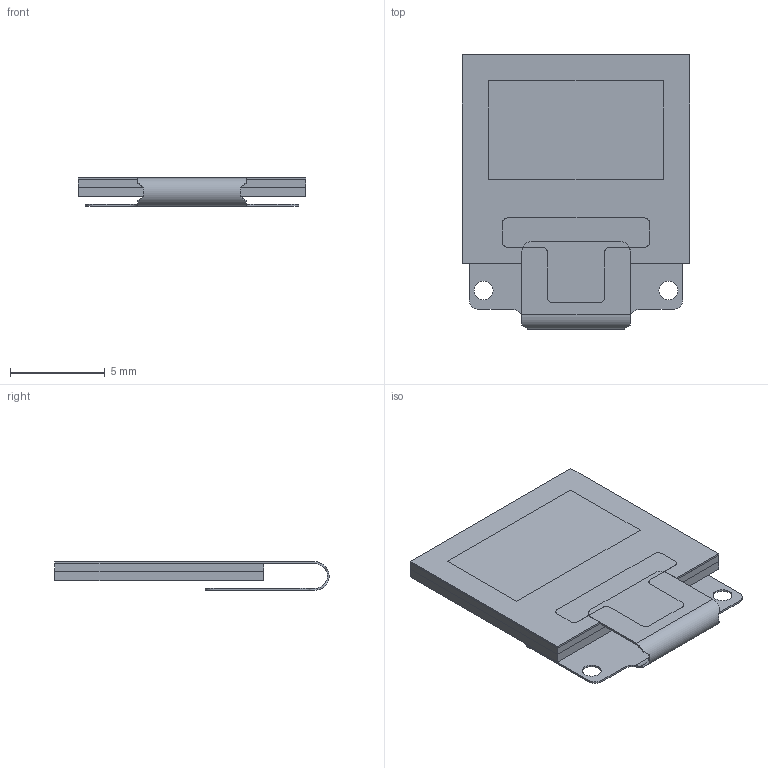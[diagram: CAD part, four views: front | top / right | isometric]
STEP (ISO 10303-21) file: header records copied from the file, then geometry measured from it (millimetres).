
FILE_DESCRIPTION (( 'STEP AP214' ), '1' );
FILE_NAME ('0.42_OLED.STEP', '2021-04-26T06:48:47', ( '' ), ( '' ), 'SwSTEP 2.0', 'SolidWorks 2021', '' );
FILE_SCHEMA (( 'AUTOMOTIVE_DESIGN' ));
Length unit declared in the file: millimetre
Products named in the file (1): 0.42_OLED
Bounding box: 12 x 14.46 x 1.5 mm (x, y, z)
Volume: 142.4 mm3; surface area: 993.7 mm2
Topology: 22 solids, 22 shells, 262 faces, 646 edges, 428 vertices
Faces by surface type: plane 228, cylinder 28, bspline 6
Entity records: 10695 total; most frequent: CARTESIAN_POINT 1437, ORIENTED_EDGE 1292, DIRECTION 1200, EDGE_CURVE 646, LINE 558, VECTOR 558, VERTEX_POINT 428, AXIS2_PLACEMENT_3D 321
